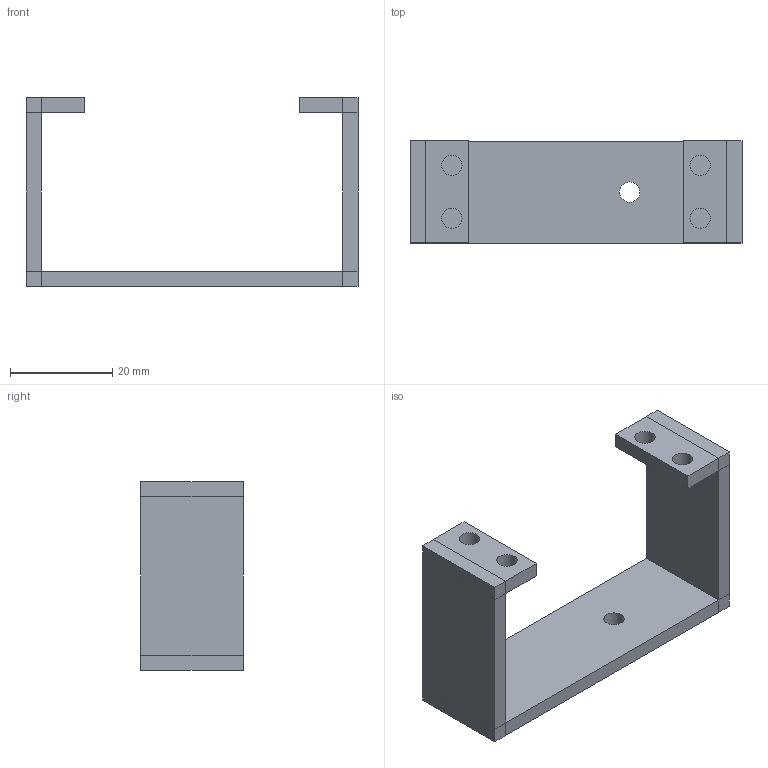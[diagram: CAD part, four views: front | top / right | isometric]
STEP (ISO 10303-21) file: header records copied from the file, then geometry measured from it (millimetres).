
FILE_DESCRIPTION(('FreeCAD Model'),'2;1');
FILE_NAME('Open CASCADE Shape Model','2022-07-26T18:31:59',('Author'),( ''),'Open CASCADE STEP processor 7.5','FreeCAD','Unknown');
FILE_SCHEMA(('AUTOMOTIVE_DESIGN { 1 0 10303 214 1 1 1 1 }'));
Length unit declared in the file: millimetre
Products named in the file (2): servo frame base; Body024
Assembly tree (1 placements, depth 2):
  servo frame base
    Body024
Bounding box: 65 x 20 x 37 mm (x, y, z)
Volume: 8811.5 mm3; surface area: 7082.8 mm2
Topology: 1 solids, 1 shells, 43 faces, 91 edges, 50 vertices
Faces by surface type: plane 38, cylinder 5
Full cylindrical faces by diameter (mm): 4 x5
Entity records: 2351 total; most frequent: CARTESIAN_POINT 386, DIRECTION 370, LINE 253, VECTOR 253, ORIENTED_EDGE 182, PCURVE 182, DEFINITIONAL_REPRESENTATION 182, EDGE_CURVE 91
